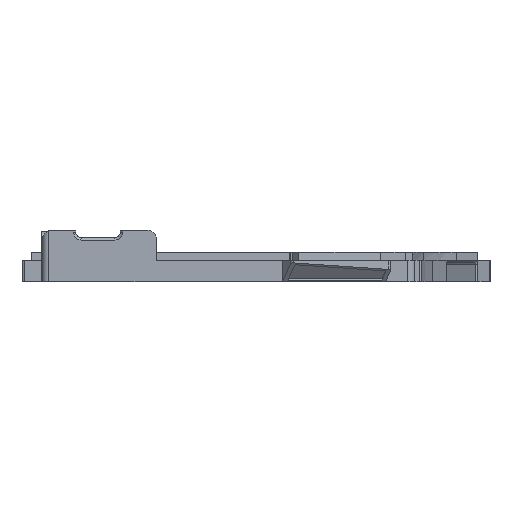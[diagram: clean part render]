
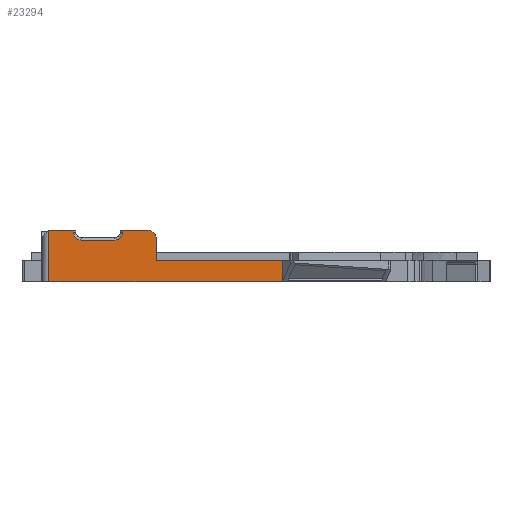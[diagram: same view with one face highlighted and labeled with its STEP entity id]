
A CAD part, left-side view. The second image highlights one B-rep face of the part: STEP entity #23294.
In plain terms, the highlighted planar face has unit normal (-1, 0, 0).
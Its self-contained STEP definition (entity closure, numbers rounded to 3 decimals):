
#1821=LINE('',#30835,#4009);
#2613=LINE('',#35855,#4801);
#2634=LINE('',#35920,#4822);
#3117=LINE('',#38871,#5305);
#3124=LINE('',#38892,#5312);
#3126=LINE('',#38897,#5314);
#3132=LINE('',#38911,#5320);
#3184=LINE('',#39038,#5372);
#3195=LINE('',#39064,#5383);
#3705=LINE('',#42068,#5893);
#3706=LINE('',#42070,#5894);
#4009=VECTOR('',#24923,10.);
#4801=VECTOR('',#26335,10.);
#4822=VECTOR('',#26370,10.);
#5305=VECTOR('',#27593,10.);
#5312=VECTOR('',#27614,10.);
#5314=VECTOR('',#27618,10.);
#5320=VECTOR('',#27632,10.);
#5372=VECTOR('',#27762,10.);
#5383=VECTOR('',#27791,10.);
#5893=VECTOR('',#28813,10.);
#5894=VECTOR('',#28816,10.);
#7263=FACE_OUTER_BOUND('',#8609,.T.);
#8609=EDGE_LOOP('',(#21092,#21093,#21094,#21095,#21096,#21097,#21098,#21099,
#21100,#21101,#21102,#21103,#21104,#21105));
#8947=CIRCLE('',#24173,1.7);
#8949=CIRCLE('',#24176,1.7);
#8965=CIRCLE('',#24235,1.8);
#9233=VERTEX_POINT('',#30832);
#9234=VERTEX_POINT('',#30834);
#10354=VERTEX_POINT('',#35852);
#10355=VERTEX_POINT('',#35854);
#11179=VERTEX_POINT('',#38868);
#11180=VERTEX_POINT('',#38870);
#11182=VERTEX_POINT('',#38876);
#11185=VERTEX_POINT('',#38883);
#11186=VERTEX_POINT('',#38888);
#11189=VERTEX_POINT('',#38895);
#11193=VERTEX_POINT('',#38910);
#11229=VERTEX_POINT('',#39036);
#11235=VERTEX_POINT('',#39062);
#11237=VERTEX_POINT('',#39072);
#11628=EDGE_CURVE('',#9233,#9234,#1821,.T.);
#12993=EDGE_CURVE('',#10354,#10355,#2613,.T.);
#13023=EDGE_CURVE('',#10355,#9233,#2634,.T.);
#13968=EDGE_CURVE('',#11179,#11180,#3117,.T.);
#13971=EDGE_CURVE('',#11180,#11182,#8947,.T.);
#13975=EDGE_CURVE('',#11185,#11179,#8949,.T.);
#13979=EDGE_CURVE('',#11182,#11186,#3124,.T.);
#13981=EDGE_CURVE('',#11189,#11185,#3126,.T.);
#13988=EDGE_CURVE('',#11186,#11193,#3132,.T.);
#14052=EDGE_CURVE('',#11229,#11189,#3184,.T.);
#14065=EDGE_CURVE('',#11229,#11235,#3195,.T.);
#14070=EDGE_CURVE('',#11237,#11193,#8965,.T.);
#14580=EDGE_CURVE('',#11235,#9234,#3705,.T.);
#14581=EDGE_CURVE('',#11237,#10354,#3706,.T.);
#21092=ORIENTED_EDGE('',*,*,#14580,.T.);
#21093=ORIENTED_EDGE('',*,*,#11628,.F.);
#21094=ORIENTED_EDGE('',*,*,#13023,.F.);
#21095=ORIENTED_EDGE('',*,*,#12993,.F.);
#21096=ORIENTED_EDGE('',*,*,#14581,.F.);
#21097=ORIENTED_EDGE('',*,*,#14070,.T.);
#21098=ORIENTED_EDGE('',*,*,#13988,.F.);
#21099=ORIENTED_EDGE('',*,*,#13979,.F.);
#21100=ORIENTED_EDGE('',*,*,#13971,.F.);
#21101=ORIENTED_EDGE('',*,*,#13968,.F.);
#21102=ORIENTED_EDGE('',*,*,#13975,.F.);
#21103=ORIENTED_EDGE('',*,*,#13981,.F.);
#21104=ORIENTED_EDGE('',*,*,#14052,.F.);
#21105=ORIENTED_EDGE('',*,*,#14065,.T.);
#22095=PLANE('',#24488);
#23294=ADVANCED_FACE('',(#7263),#22095,.T.);
#24173=AXIS2_PLACEMENT_3D('',#38877,#27598,#27599);
#24176=AXIS2_PLACEMENT_3D('',#38885,#27606,#27607);
#24235=AXIS2_PLACEMENT_3D('',#39073,#27801,#27802);
#24488=AXIS2_PLACEMENT_3D('',#42069,#28814,#28815);
#24923=DIRECTION('',(0.,1.,0.));
#26335=DIRECTION('',(0.,-1.,0.));
#26370=DIRECTION('',(0.,0.,-1.));
#27593=DIRECTION('',(0.,-1.,0.));
#27598=DIRECTION('center_axis',(-1.,0.,0.));
#27599=DIRECTION('ref_axis',(0.,0.,-1.));
#27606=DIRECTION('center_axis',(-1.,0.,0.));
#27607=DIRECTION('ref_axis',(0.,1.,0.));
#27614=DIRECTION('',(0.,0.,1.));
#27618=DIRECTION('',(0.,0.,-1.));
#27632=DIRECTION('',(0.,-1.,0.));
#27762=DIRECTION('',(0.,-1.,0.));
#27791=DIRECTION('',(0.,0.826,-0.563));
#27801=DIRECTION('center_axis',(-1.,0.,0.));
#27802=DIRECTION('ref_axis',(0.,-1.,0.));
#28813=DIRECTION('',(0.,0.,-1.));
#28814=DIRECTION('center_axis',(-1.,0.,0.));
#28815=DIRECTION('ref_axis',(0.,1.,0.));
#28816=DIRECTION('',(0.,0.,-1.));
#30832=CARTESIAN_POINT('',(28.638,-98.604,-6.7));
#30834=CARTESIAN_POINT('',(28.638,-49.155,-6.7));
#30835=CARTESIAN_POINT('',(28.638,-49.155,-6.7));
#35852=CARTESIAN_POINT('',(28.638,-71.9,-2.2));
#35854=CARTESIAN_POINT('',(28.638,-98.604,-2.2));
#35855=CARTESIAN_POINT('',(28.638,-49.155,-2.2));
#35920=CARTESIAN_POINT('',(28.638,-98.604,-2.2));
#38868=CARTESIAN_POINT('',(28.638,-56.1,2.11));
#38870=CARTESIAN_POINT('',(28.638,-63.1,2.11));
#38871=CARTESIAN_POINT('',(28.638,-55.378,2.11));
#38876=CARTESIAN_POINT('',(28.638,-64.8,3.81));
#38877=CARTESIAN_POINT('Origin',(28.638,-63.1,3.81));
#38883=CARTESIAN_POINT('',(28.638,-54.4,3.81));
#38885=CARTESIAN_POINT('Origin',(28.638,-56.1,3.81));
#38888=CARTESIAN_POINT('',(28.638,-64.8,4.195));
#38892=CARTESIAN_POINT('',(28.638,-64.8,2.24));
#38895=CARTESIAN_POINT('',(28.638,-54.4,4.195));
#38897=CARTESIAN_POINT('',(28.638,-54.4,1.655));
#38910=CARTESIAN_POINT('',(28.638,-70.1,4.195));
#38911=CARTESIAN_POINT('',(28.638,-49.155,4.195));
#39036=CARTESIAN_POINT('',(28.638,-49.269,4.195));
#39038=CARTESIAN_POINT('',(28.638,-49.155,4.195));
#39062=CARTESIAN_POINT('',(28.638,-49.155,4.117));
#39064=CARTESIAN_POINT('',(28.638,-47.969,3.309));
#39072=CARTESIAN_POINT('',(28.638,-71.9,2.395));
#39073=CARTESIAN_POINT('Origin',(28.638,-70.1,2.395));
#42068=CARTESIAN_POINT('',(28.638,-49.155,-2.2));
#42069=CARTESIAN_POINT('Origin',(28.638,-71.9,-2.));
#42070=CARTESIAN_POINT('',(28.638,-71.9,-2.));
